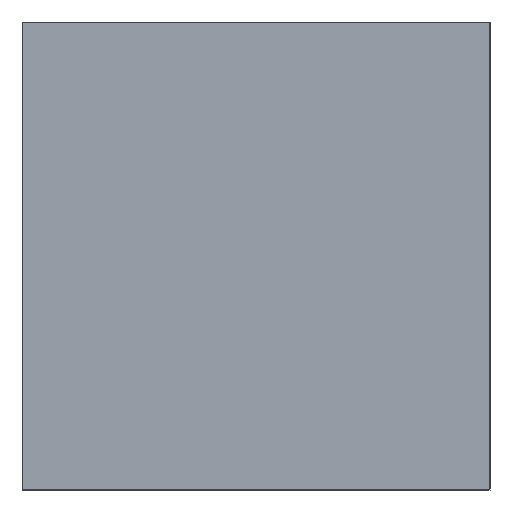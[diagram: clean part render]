
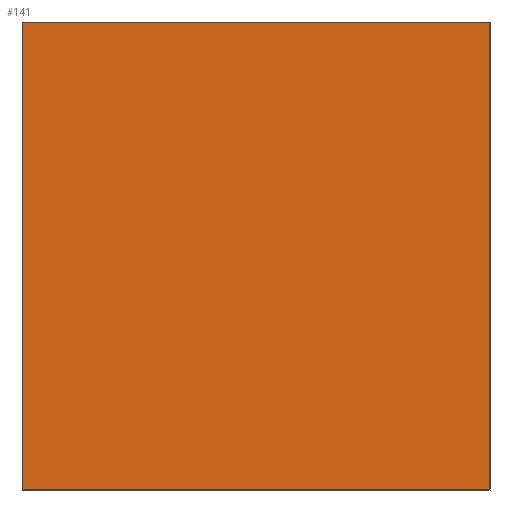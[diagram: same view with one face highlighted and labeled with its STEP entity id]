
A CAD part, left-side view. The second image highlights one B-rep face of the part: STEP entity #141.
In plain terms, the highlighted planar face has unit normal (-1, 0, 0).
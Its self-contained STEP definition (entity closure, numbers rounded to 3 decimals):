
#1 = VERTEX_POINT ( 'NONE', #92 ) ;
#16 = CARTESIAN_POINT ( 'NONE',  ( -50., 0., 50. ) ) ;
#19 = CARTESIAN_POINT ( 'NONE',  ( -50., 100., -50. ) ) ;
#25 = VERTEX_POINT ( 'NONE', #264 ) ;
#40 = CARTESIAN_POINT ( 'NONE',  ( -50., 100., 50. ) ) ;
#49 = EDGE_CURVE ( 'NONE', #150, #208, #210, .T. ) ;
#55 = DIRECTION ( 'NONE',  ( 0., 0., 1. ) ) ;
#56 = EDGE_CURVE ( 'NONE', #25, #1, #265, .T. ) ;
#72 = VECTOR ( 'NONE', #215, 1000. ) ;
#78 = LINE ( 'NONE', #212, #93 ) ;
#83 = CARTESIAN_POINT ( 'NONE',  ( -50., 100., 50. ) ) ;
#84 = ORIENTED_EDGE ( 'NONE', *, *, #199, .F. ) ;
#91 = DIRECTION ( 'NONE',  ( 0., 0., 1. ) ) ;
#92 = CARTESIAN_POINT ( 'NONE',  ( -50., 0., 50. ) ) ;
#93 = VECTOR ( 'NONE', #127, 1000. ) ;
#97 = ORIENTED_EDGE ( 'NONE', *, *, #49, .F. ) ;
#127 = DIRECTION ( 'NONE',  ( 0., -1., 0. ) ) ;
#134 = VECTOR ( 'NONE', #91, 1000. ) ;
#135 = EDGE_CURVE ( 'NONE', #150, #25, #78, .T. ) ;
#141 = ADVANCED_FACE ( 'NONE', ( #166 ), #142, .F. ) ;
#142 = PLANE ( 'NONE',  #226 ) ;
#150 = VERTEX_POINT ( 'NONE', #19 ) ;
#166 = FACE_OUTER_BOUND ( 'NONE', #270, .T. ) ;
#171 = DIRECTION ( 'NONE',  ( 0., 0., -1. ) ) ;
#178 = VECTOR ( 'NONE', #55, 1000. ) ;
#199 = EDGE_CURVE ( 'NONE', #208, #1, #251, .T. ) ;
#208 = VERTEX_POINT ( 'NONE', #40 ) ;
#210 = LINE ( 'NONE', #227, #134 ) ;
#212 = CARTESIAN_POINT ( 'NONE',  ( -50., 100., -50. ) ) ;
#215 = DIRECTION ( 'NONE',  ( 0., -1., 0. ) ) ;
#219 = ORIENTED_EDGE ( 'NONE', *, *, #56, .T. ) ;
#226 = AXIS2_PLACEMENT_3D ( 'NONE', #83, #274, #171 ) ;
#227 = CARTESIAN_POINT ( 'NONE',  ( -50., 100., 50. ) ) ;
#234 = CARTESIAN_POINT ( 'NONE',  ( -50., 100., 50. ) ) ;
#251 = LINE ( 'NONE', #234, #72 ) ;
#252 = ORIENTED_EDGE ( 'NONE', *, *, #135, .T. ) ;
#264 = CARTESIAN_POINT ( 'NONE',  ( -50., 0., -50. ) ) ;
#265 = LINE ( 'NONE', #16, #178 ) ;
#270 = EDGE_LOOP ( 'NONE', ( #219, #84, #97, #252 ) ) ;
#274 = DIRECTION ( 'NONE',  ( 1., 0., 0. ) ) ;
